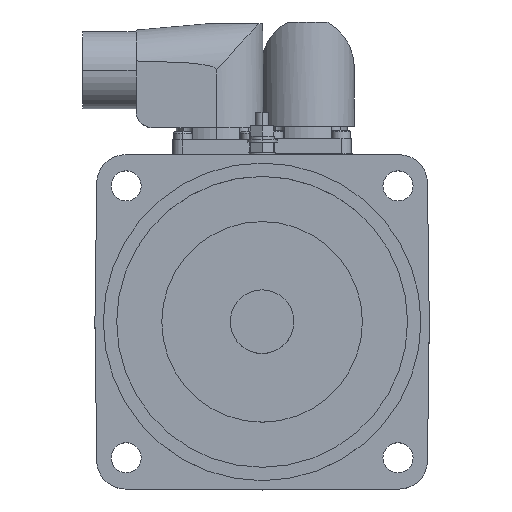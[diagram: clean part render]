
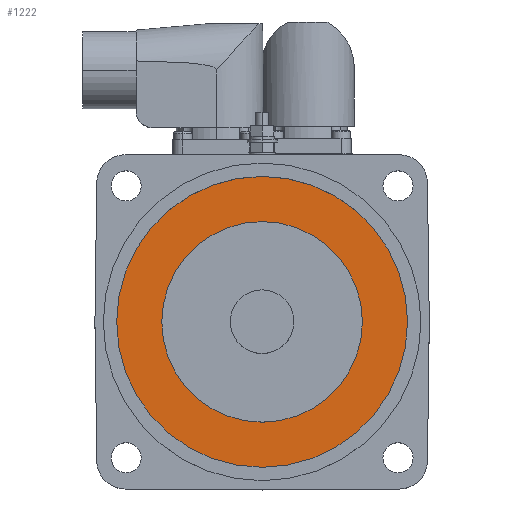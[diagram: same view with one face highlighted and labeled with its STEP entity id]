
A CAD part, top view. The second image highlights one B-rep face of the part: STEP entity #1222.
In plain terms, the highlighted planar face has unit normal (0, 0, 1).
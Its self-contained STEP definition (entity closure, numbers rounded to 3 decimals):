
#1222=ADVANCED_FACE('NONE',(#2550,#2551),#2552,.T.);
#2550=FACE_OUTER_BOUND('',#4541,.T.);
#2551=FACE_BOUND('',#4542,.T.);
#2552=PLANE('',#4543);
#4541=EDGE_LOOP('',(#8082,#8083));
#4542=EDGE_LOOP('',(#8084,#8085));
#4543=AXIS2_PLACEMENT_3D('',#8086,#8087,#8088);
#8082=ORIENTED_EDGE('',*,*,#10056,.T.);
#8083=ORIENTED_EDGE('',*,*,#9838,.T.);
#8084=ORIENTED_EDGE('',*,*,#9833,.F.);
#8085=ORIENTED_EDGE('',*,*,#10058,.F.);
#8086=CARTESIAN_POINT('',(0.0,43.5,153.0));
#8087=DIRECTION('',(0.0,0.0,1.0));
#8088=DIRECTION('',(1.0,0.0,0.0));
#9833=EDGE_CURVE('NONE',#11881,#11882,#11883,.T.);
#9838=EDGE_CURVE('NONE',#11890,#11891,#11892,.T.);
#10056=EDGE_CURVE('NONE',#11891,#11890,#12217,.T.);
#10058=EDGE_CURVE('NONE',#11882,#11881,#12219,.T.);
#11881=VERTEX_POINT('NONE',#15218);
#11882=VERTEX_POINT('NONE',#15219);
#11883=CIRCLE('',#15220,30.0);
#11890=VERTEX_POINT('NONE',#15229);
#11891=VERTEX_POINT('NONE',#15230);
#11892=CIRCLE('',#15231,43.5);
#12217=CIRCLE('',#15647,43.5);
#12219=CIRCLE('',#15649,30.0);
#15218=CARTESIAN_POINT('',(30.0,0.0,153.0));
#15219=CARTESIAN_POINT('',(-30.0,0.,153.0));
#15220=AXIS2_PLACEMENT_3D('',#17561,#17562,#17563);
#15229=CARTESIAN_POINT('',(-43.5,0.,153.0));
#15230=CARTESIAN_POINT('',(43.5,0.0,153.0));
#15231=AXIS2_PLACEMENT_3D('',#17569,#17570,#17571);
#15647=AXIS2_PLACEMENT_3D('',#17876,#17877,#17878);
#15649=AXIS2_PLACEMENT_3D('',#17879,#17880,#17881);
#17561=CARTESIAN_POINT('',(0.0,0.0,153.0));
#17562=DIRECTION('',(0.0,0.0,1.0));
#17563=DIRECTION('',(1.0,0.0,0.0));
#17569=CARTESIAN_POINT('',(0.0,0.0,153.0));
#17570=DIRECTION('',(0.0,0.0,1.0));
#17571=DIRECTION('',(1.0,0.0,0.0));
#17876=CARTESIAN_POINT('',(0.0,0.0,153.0));
#17877=DIRECTION('',(0.0,0.0,1.0));
#17878=DIRECTION('',(1.0,0.0,0.0));
#17879=CARTESIAN_POINT('',(0.0,0.0,153.0));
#17880=DIRECTION('',(0.0,0.0,1.0));
#17881=DIRECTION('',(1.0,0.0,0.0));
